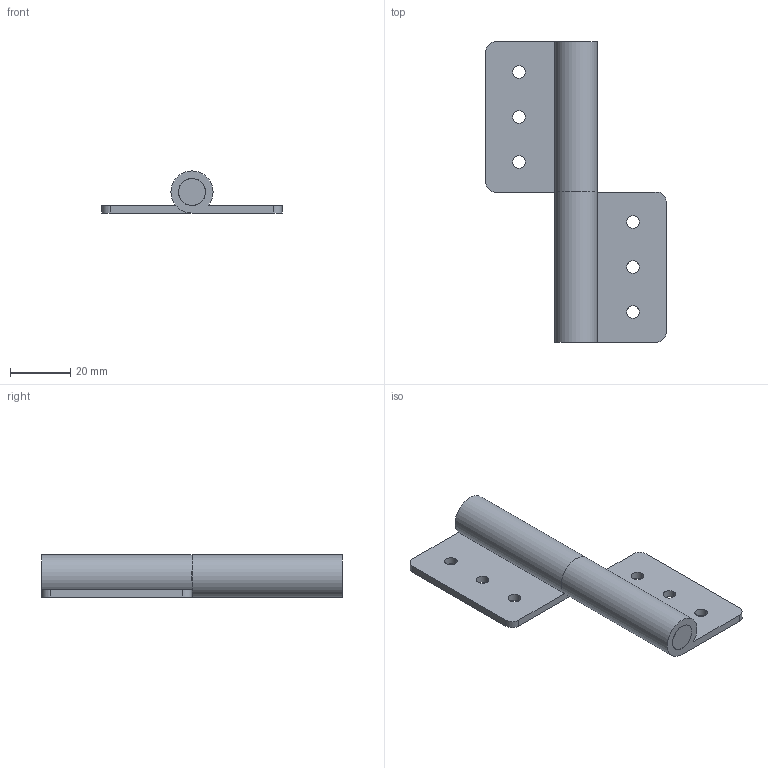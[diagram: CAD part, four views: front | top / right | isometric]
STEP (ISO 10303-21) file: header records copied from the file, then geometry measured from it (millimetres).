
FILE_DESCRIPTION (( 'STEP AP203' ), '1' );
FILE_NAME ('B-1103-L.STEP', '2008-12-08T04:53:30', ( ' ' ), ( ' ' ), 'SwSTEP 2.0', 'SolidWorks 2007', '' );
FILE_SCHEMA (( 'CONFIG_CONTROL_DESIGN' ));
Length unit declared in the file: millimetre
Products named in the file (3): B-1103-僸儞僕_棉太倌; B-1103僔儍僼僩_棉太倌; B-1103-L
Assembly tree (3 placements, depth 2):
  B-1103-L
    B-1103-僸儞僕_棉太倌  x2
    B-1103僔儍僼僩_棉太倌
Bounding box: 60 x 100 x 14 mm (x, y, z)
Volume: 21369 mm3; surface area: 15731 mm2
Topology: 3 solids, 3 shells, 38 faces, 94 edges, 62 vertices
Faces by surface type: cylinder 24, plane 12, cone 2
Entity records: 1001 total; most frequent: DIRECTION 136, CARTESIAN_POINT 114, ORIENTED_EDGE 104, AXIS2_PLACEMENT_3D 56, EDGE_CURVE 52, VERTEX_POINT 34, EDGE_LOOP 30, CIRCLE 28
